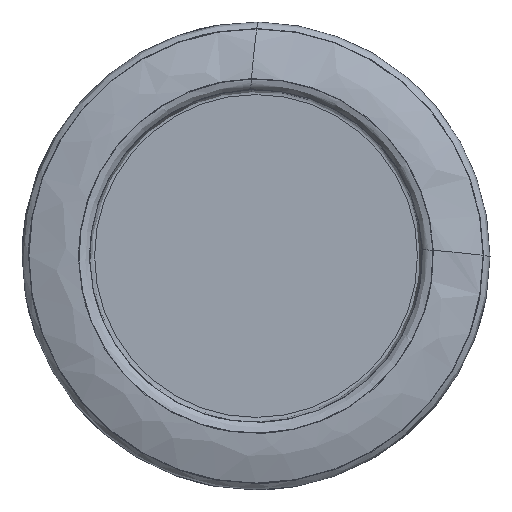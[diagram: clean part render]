
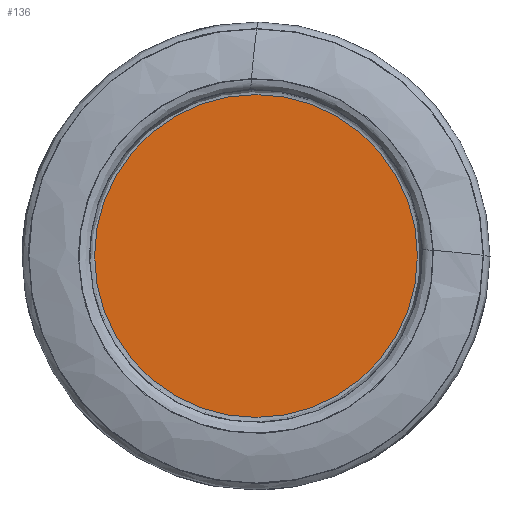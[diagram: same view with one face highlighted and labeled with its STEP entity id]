
A CAD part, left-side view. The second image highlights one B-rep face of the part: STEP entity #136.
In plain terms, the highlighted planar face has unit normal (-1, 0, 0).
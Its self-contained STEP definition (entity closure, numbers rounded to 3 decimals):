
#34=PLANE('',#683);
#136=ADVANCED_FACE('',(#211),#34,.F.);
#211=FACE_OUTER_BOUND('',#255,.T.);
#255=EDGE_LOOP('',(#460));
#312=CIRCLE('',#681,21.736);
#460=ORIENTED_EDGE('',*,*,#596,.T.);
#517=VERTEX_POINT('',#2639);
#596=EDGE_CURVE('',#517,#517,#312,.T.);
#681=AXIS2_PLACEMENT_3D('',#2638,#784,#785);
#683=AXIS2_PLACEMENT_3D('',#2641,#788,#789);
#784=DIRECTION('',(-1.,0.,0.));
#785=DIRECTION('',(0.,0.,1.));
#788=DIRECTION('',(1.,0.,0.));
#789=DIRECTION('',(0.,0.,-1.));
#2638=CARTESIAN_POINT('',(1.8,0.,0.));
#2639=CARTESIAN_POINT('',(1.8,0.,21.736));
#2641=CARTESIAN_POINT('',(1.8,21.736,0.));
